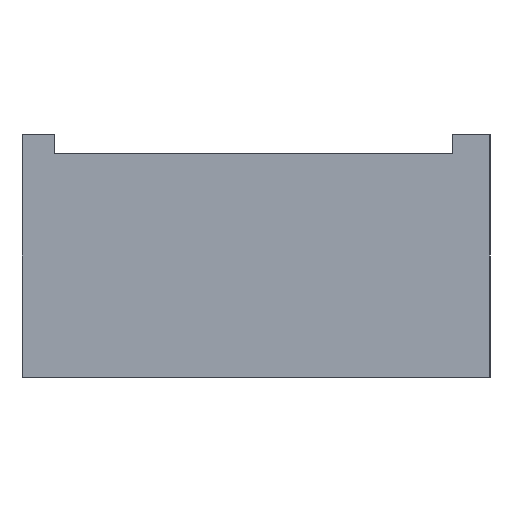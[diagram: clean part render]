
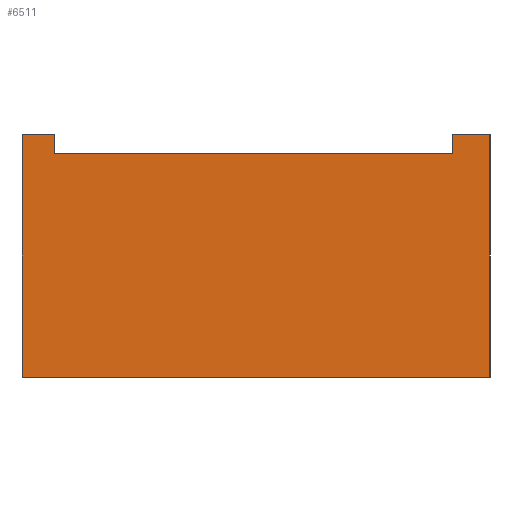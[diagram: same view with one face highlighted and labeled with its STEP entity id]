
A CAD part, left-side view. The second image highlights one B-rep face of the part: STEP entity #6511.
In plain terms, the highlighted free-form (B-spline) face has degree [1, 1] with [2, 2] control points.
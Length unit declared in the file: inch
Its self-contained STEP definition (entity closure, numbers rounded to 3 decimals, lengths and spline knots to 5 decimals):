
#261=DIRECTION('',(0.,-1.,0.));
#262=VECTOR('',#261,0.377);
#263=CARTESIAN_POINT('',(-0.167,0.1885,0.));
#264=LINE('',#263,#262);
#2245=DIRECTION('',(0.,-1.,0.));
#2246=VECTOR('',#2245,0.026);
#2247=CARTESIAN_POINT('',(-0.167,0.1885,0.195));
#2248=LINE('',#2247,#2246);
#2294=DIRECTION('',(0.,-1.,0.));
#2295=VECTOR('',#2294,0.03);
#2296=CARTESIAN_POINT('',(-0.167,-0.1585,0.195));
#2297=LINE('',#2296,#2295);
#2371=DIRECTION('',(0.,-1.,0.));
#2372=VECTOR('',#2371,0.321);
#2373=CARTESIAN_POINT('',(-0.167,0.1625,0.18));
#2374=LINE('',#2373,#2372);
#2378=DIRECTION('',(0.,0.,-1.));
#2379=VECTOR('',#2378,0.015);
#2380=CARTESIAN_POINT('',(-0.167,-0.1585,0.195));
#2381=LINE('',#2380,#2379);
#2385=DIRECTION('',(0.,0.,1.));
#2386=VECTOR('',#2385,0.195);
#2387=CARTESIAN_POINT('',(-0.167,0.1885,0.));
#2388=LINE('',#2387,#2386);
#2392=DIRECTION('',(0.,0.,-1.));
#2393=VECTOR('',#2392,0.015);
#2394=CARTESIAN_POINT('',(-0.167,0.1625,0.195));
#2395=LINE('',#2394,#2393);
#2420=DIRECTION('',(0.,0.,1.));
#2421=VECTOR('',#2420,0.195);
#2422=CARTESIAN_POINT('',(-0.167,-0.1885,0.));
#2423=LINE('',#2422,#2421);
#3486=CARTESIAN_POINT('',(-0.167,-0.1885,0.));
#3488=VERTEX_POINT('',#3486);
#3491=CARTESIAN_POINT('',(-0.167,0.1885,0.));
#3493=VERTEX_POINT('',#3491);
#3494=CARTESIAN_POINT('',(-0.167,-0.1885,0.195));
#3495=VERTEX_POINT('',#3494);
#3500=CARTESIAN_POINT('',(-0.167,0.1885,0.195));
#3501=VERTEX_POINT('',#3500);
#3522=CARTESIAN_POINT('',(-0.167,0.1625,0.195));
#3523=VERTEX_POINT('',#3522);
#3524=CARTESIAN_POINT('',(-0.167,-0.1585,0.195));
#3526=VERTEX_POINT('',#3524);
#3550=CARTESIAN_POINT('',(-0.167,0.1625,0.18));
#3551=CARTESIAN_POINT('',(-0.167,-0.1585,0.18));
#3552=VERTEX_POINT('',#3550);
#3553=VERTEX_POINT('',#3551);
#6493=CARTESIAN_POINT('',(-0.167,0.19604,-0.0039));
#6494=CARTESIAN_POINT('',(-0.167,0.19604,0.1989));
#6495=CARTESIAN_POINT('',(-0.167,-0.19604,-0.0039));
#6496=CARTESIAN_POINT('',(-0.167,-0.19604,0.1989));
#6497=B_SPLINE_SURFACE_WITH_KNOTS('',1,1,((#6493,#6494),(#6495,#6496)),
.UNSPECIFIED.,.F.,.F.,.F.,(2,2),(2,2),(-0.00754,0.38454),(-0.0039,0.1989),
.UNSPECIFIED.);
#6498=ORIENTED_EDGE('',*,*,#6184,.T.);
#6500=ORIENTED_EDGE('',*,*,#6499,.F.);
#6501=ORIENTED_EDGE('',*,*,#6423,.T.);
#6503=ORIENTED_EDGE('',*,*,#6502,.F.);
#6504=ORIENTED_EDGE('',*,*,#4191,.F.);
#6505=ORIENTED_EDGE('',*,*,#6482,.T.);
#6506=ORIENTED_EDGE('',*,*,#6402,.T.);
#6508=ORIENTED_EDGE('',*,*,#6507,.T.);
#6509=EDGE_LOOP('',(#6498,#6500,#6501,#6503,#6504,#6505,#6506,#6508));
#6510=FACE_OUTER_BOUND('',#6509,.F.);
#6511=ADVANCED_FACE('',(#6510),#6497,.T.);
#4191=EDGE_CURVE('',#3493,#3488,#264,.T.);
#6184=EDGE_CURVE('',#3552,#3553,#2374,.T.);
#6402=EDGE_CURVE('',#3501,#3523,#2248,.T.);
#6423=EDGE_CURVE('',#3526,#3495,#2297,.T.);
#6482=EDGE_CURVE('',#3493,#3501,#2388,.T.);
#6499=EDGE_CURVE('',#3526,#3553,#2381,.T.);
#6502=EDGE_CURVE('',#3488,#3495,#2423,.T.);
#6507=EDGE_CURVE('',#3523,#3552,#2395,.T.);
